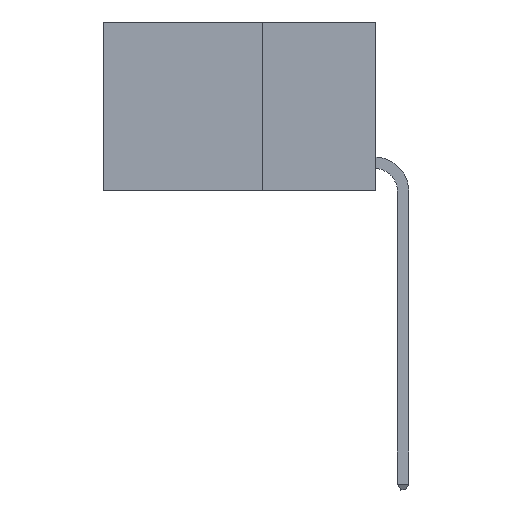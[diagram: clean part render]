
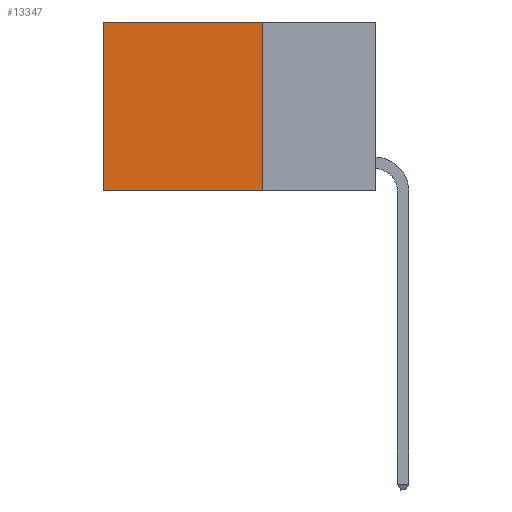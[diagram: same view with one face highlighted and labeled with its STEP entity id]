
A CAD part, left-side view. The second image highlights one B-rep face of the part: STEP entity #13347.
In plain terms, the highlighted planar face has unit normal (-1, 0, 0).
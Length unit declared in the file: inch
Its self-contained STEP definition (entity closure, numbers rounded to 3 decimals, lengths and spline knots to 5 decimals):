
#264 = CARTESIAN_POINT ( 'NONE',  ( 0.2625, 0.25, 0. ) ) ;
#411 = ORIENTED_EDGE ( 'NONE', *, *, #6392, .T. ) ;
#1538 = VECTOR ( 'NONE', #14266, 39.37008 ) ;
#1825 = LINE ( 'NONE', #6568, #7581 ) ;
#2266 = EDGE_CURVE ( 'NONE', #14807, #2330, #1825, .T. ) ;
#2330 = VERTEX_POINT ( 'NONE', #3466 ) ;
#2417 = LINE ( 'NONE', #5836, #1538 ) ;
#2456 = LINE ( 'NONE', #8472, #10960 ) ;
#3466 = CARTESIAN_POINT ( 'NONE',  ( 0.2625, 0.6, -0.37 ) ) ;
#3481 = CARTESIAN_POINT ( 'NONE',  ( 0.2625, 0.25, -0.37 ) ) ;
#3555 = DIRECTION ( 'NONE',  ( 0., 0., -1. ) ) ;
#3701 = DIRECTION ( 'NONE',  ( 0., 0., -1. ) ) ;
#3992 = ORIENTED_EDGE ( 'NONE', *, *, #10647, .F. ) ;
#4705 = VECTOR ( 'NONE', #9131, 39.37008 ) ;
#5051 = CARTESIAN_POINT ( 'NONE',  ( 0.2625, 0.25, 0. ) ) ;
#5599 = CARTESIAN_POINT ( 'NONE',  ( 0.2625, 0.25, 0. ) ) ;
#5836 = CARTESIAN_POINT ( 'NONE',  ( 0.2625, 0.25, -0.37 ) ) ;
#5901 = LINE ( 'NONE', #5599, #4705 ) ;
#6392 = EDGE_CURVE ( 'NONE', #8645, #14807, #5901, .T. ) ;
#6568 = CARTESIAN_POINT ( 'NONE',  ( 0.2625, 0.6, 0. ) ) ;
#6681 = VERTEX_POINT ( 'NONE', #3481 ) ;
#7581 = VECTOR ( 'NONE', #3701, 39.37008 ) ;
#8472 = CARTESIAN_POINT ( 'NONE',  ( 0.2625, 0.25, 0. ) ) ;
#8511 = ORIENTED_EDGE ( 'NONE', *, *, #2266, .T. ) ;
#8645 = VERTEX_POINT ( 'NONE', #5051 ) ;
#9131 = DIRECTION ( 'NONE',  ( 0., 1., 0. ) ) ;
#9563 = PLANE ( 'NONE',  #14517 ) ;
#9713 = DIRECTION ( 'NONE',  ( 1., 0., 0. ) ) ;
#10647 = EDGE_CURVE ( 'NONE', #8645, #6681, #2456, .T. ) ;
#10960 = VECTOR ( 'NONE', #3555, 39.37008 ) ;
#11411 = CARTESIAN_POINT ( 'NONE',  ( 0.2625, 0.6, 0. ) ) ;
#12328 = EDGE_CURVE ( 'NONE', #6681, #2330, #2417, .T. ) ;
#13280 = FACE_OUTER_BOUND ( 'NONE', #14083, .T. ) ;
#13347 = ADVANCED_FACE ( 'NONE', ( #13280 ), #9563, .F. ) ;
#14083 = EDGE_LOOP ( 'NONE', ( #8511, #15343, #3992, #411 ) ) ;
#14266 = DIRECTION ( 'NONE',  ( 0., 1., 0. ) ) ;
#14456 = DIRECTION ( 'NONE',  ( 0., 0., -1. ) ) ;
#14517 = AXIS2_PLACEMENT_3D ( 'NONE', #264, #9713, #14456 ) ;
#14807 = VERTEX_POINT ( 'NONE', #11411 ) ;
#15343 = ORIENTED_EDGE ( 'NONE', *, *, #12328, .F. ) ;
